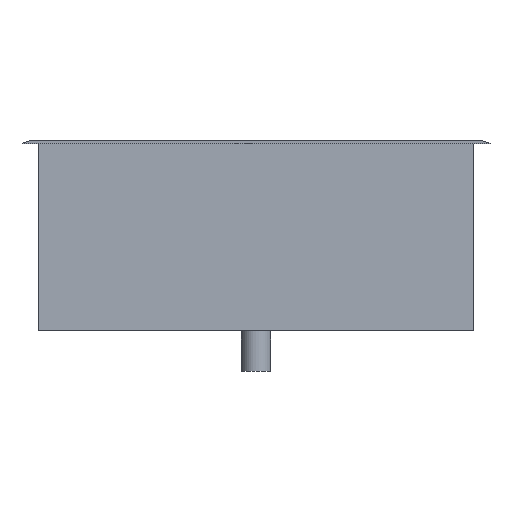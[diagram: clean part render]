
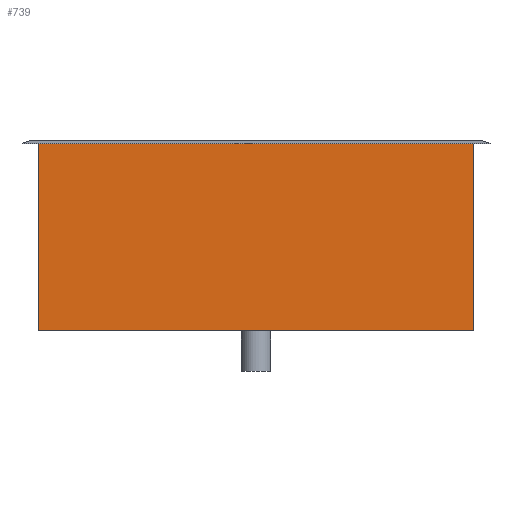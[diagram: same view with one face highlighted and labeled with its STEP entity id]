
A CAD part, front view. The second image highlights one B-rep face of the part: STEP entity #739.
In plain terms, the highlighted planar face has unit normal (0, -1, 0).
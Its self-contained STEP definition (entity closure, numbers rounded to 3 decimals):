
#60=FACE_OUTER_BOUND('',#108,.T.);
#108=EDGE_LOOP('',(#603,#604,#605,#606));
#174=LINE('',#1126,#267);
#189=LINE('',#1166,#282);
#190=LINE('',#1169,#283);
#191=LINE('',#1170,#284);
#267=VECTOR('',#912,10.);
#282=VECTOR('',#961,10.);
#283=VECTOR('',#964,10.);
#284=VECTOR('',#965,10.);
#347=VERTEX_POINT('',#1123);
#348=VERTEX_POINT('',#1125);
#356=VERTEX_POINT('',#1164);
#357=VERTEX_POINT('',#1168);
#424=EDGE_CURVE('',#347,#348,#174,.T.);
#443=EDGE_CURVE('',#356,#348,#189,.T.);
#444=EDGE_CURVE('',#357,#356,#190,.T.);
#445=EDGE_CURVE('',#357,#347,#191,.T.);
#603=ORIENTED_EDGE('',*,*,#444,.T.);
#604=ORIENTED_EDGE('',*,*,#443,.T.);
#605=ORIENTED_EDGE('',*,*,#424,.F.);
#606=ORIENTED_EDGE('',*,*,#445,.F.);
#694=PLANE('',#811);
#739=ADVANCED_FACE('',(#60),#694,.T.);
#811=AXIS2_PLACEMENT_3D('',#1167,#962,#963);
#912=DIRECTION('',(1.,0.,0.));
#961=DIRECTION('',(0.,0.,1.));
#962=DIRECTION('center_axis',(0.,-1.,0.));
#963=DIRECTION('ref_axis',(1.,0.,0.));
#964=DIRECTION('',(1.,0.,0.));
#965=DIRECTION('',(0.,0.,1.));
#1123=CARTESIAN_POINT('',(-298.,-521.,256.));
#1125=CARTESIAN_POINT('',(298.,-521.,256.));
#1126=CARTESIAN_POINT('',(-298.,-521.,256.));
#1164=CARTESIAN_POINT('',(298.,-521.,0.));
#1166=CARTESIAN_POINT('',(298.,-521.,0.));
#1167=CARTESIAN_POINT('Origin',(-298.,-521.,0.));
#1168=CARTESIAN_POINT('',(-298.,-521.,0.));
#1169=CARTESIAN_POINT('',(-298.,-521.,0.));
#1170=CARTESIAN_POINT('',(-298.,-521.,0.));
